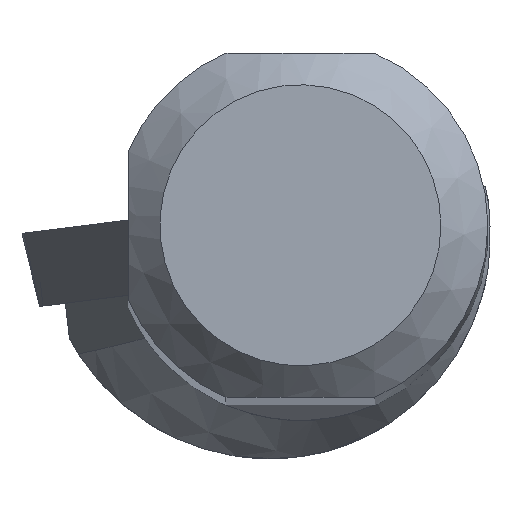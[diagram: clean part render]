
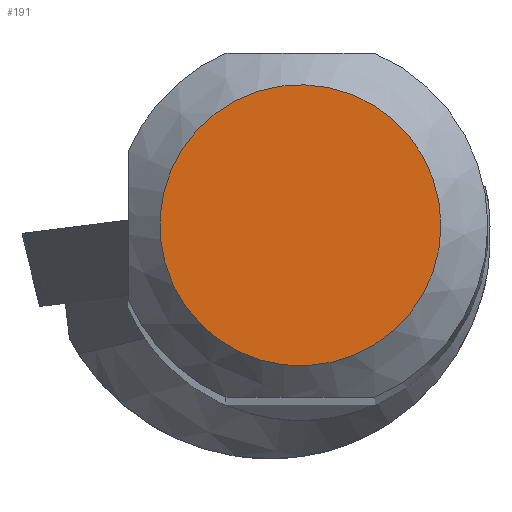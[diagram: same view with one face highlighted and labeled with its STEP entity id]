
A CAD part, top view. The second image highlights one B-rep face of the part: STEP entity #191.
In plain terms, the highlighted planar face has unit normal (0, 0, 1).
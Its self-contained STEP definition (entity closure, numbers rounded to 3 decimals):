
#149=FACE_OUTER_BOUND('',#383,.T.);
#191=ADVANCED_FACE('',(#149),#223,.T.);
#223=PLANE('',#996);
#383=EDGE_LOOP('',(#538));
#538=ORIENTED_EDGE('',*,*,#794,.T.);
#701=VERTEX_POINT('',#1641);
#794=EDGE_CURVE('',#701,#701,#845,.T.);
#845=CIRCLE('',#995,4.493);
#995=AXIS2_PLACEMENT_3D('',#1640,#1195,#1196);
#996=AXIS2_PLACEMENT_3D('',#1642,#1197,#1198);
#1195=DIRECTION('',(0.,0.,1.));
#1196=DIRECTION('',(1.,0.,0.));
#1197=DIRECTION('',(0.,0.,1.));
#1198=DIRECTION('',(1.,0.,0.));
#1640=CARTESIAN_POINT('',(0.,0.,0.));
#1641=CARTESIAN_POINT('',(4.493,0.,0.));
#1642=CARTESIAN_POINT('',(0.,0.,
0.));
